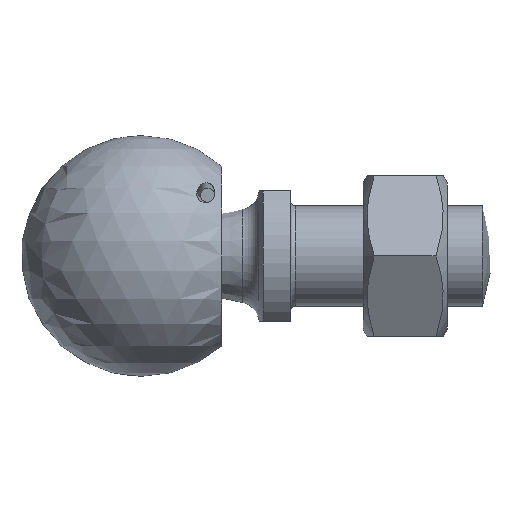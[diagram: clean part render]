
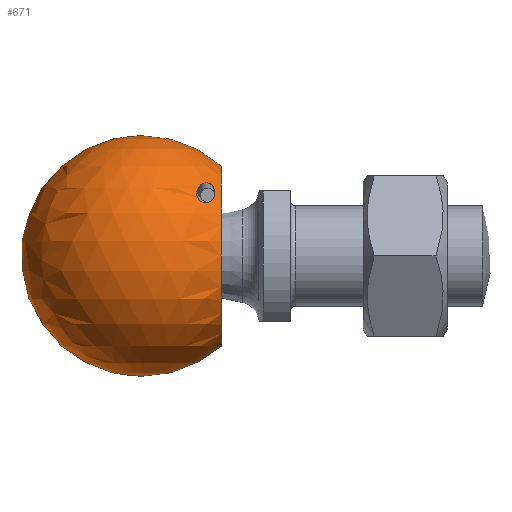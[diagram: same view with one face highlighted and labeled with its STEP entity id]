
A CAD part, left-side view. The second image highlights one B-rep face of the part: STEP entity #671.
In plain terms, the highlighted spherical face has radius 12 mm.
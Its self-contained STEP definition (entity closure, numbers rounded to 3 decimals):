
#162=CARTESIAN_POINT('',(9.747,7.,0.));
#163=VERTEX_POINT('',#162);
#164=CARTESIAN_POINT('',(9.747,0.0,0.0));
#165=DIRECTION('',(-1.0,0.0,0.0));
#166=DIRECTION('',(0.0,-1.0,0.0));
#167=AXIS2_PLACEMENT_3D('',#164,#165,#166);
#168=CIRCLE('',#167,7.);
#169=EDGE_CURVE('',#163,#163,#168,.T.);
#179=CARTESIAN_POINT('',(5.696,-6.4,8.402));
#180=VERTEX_POINT('',#179);
#181=CARTESIAN_POINT('',(5.696,-6.4,8.402));
#182=CARTESIAN_POINT('',(5.821,-6.275,8.413));
#183=CARTESIAN_POINT('',(5.969,-6.153,8.399));
#184=CARTESIAN_POINT('',(6.275,-5.936,8.332));
#185=CARTESIAN_POINT('',(6.434,-5.84,8.278));
#186=CARTESIAN_POINT('',(6.72,-5.691,8.154));
#187=CARTESIAN_POINT('',(6.873,-5.623,8.073));
#188=CARTESIAN_POINT('',(7.168,-5.528,7.88));
#189=CARTESIAN_POINT('',(7.31,-5.5,7.768));
#190=CARTESIAN_POINT('',(7.524,-5.5,7.56));
#191=CARTESIAN_POINT('',(7.617,-5.517,7.454));
#192=CARTESIAN_POINT('',(7.722,-5.581,7.295));
#193=CARTESIAN_POINT('',(7.752,-5.609,7.242));
#194=CARTESIAN_POINT('',(7.797,-5.678,7.14));
#195=CARTESIAN_POINT('',(7.812,-5.718,7.091));
#196=CARTESIAN_POINT('',(7.826,-5.808,7.001));
#197=CARTESIAN_POINT('',(7.825,-5.858,6.961));
#198=CARTESIAN_POINT('',(7.808,-5.963,6.891));
#199=CARTESIAN_POINT('',(7.792,-6.018,6.861));
#200=CARTESIAN_POINT('',(7.723,-6.186,6.79));
#201=CARTESIAN_POINT('',(7.651,-6.301,6.766));
#202=CARTESIAN_POINT('',(7.475,-6.525,6.751));
#203=CARTESIAN_POINT('',(7.354,-6.645,6.767));
#204=CARTESIAN_POINT('',(7.093,-6.857,6.834));
#205=CARTESIAN_POINT('',(6.954,-6.948,6.885));
#206=CARTESIAN_POINT('',(6.672,-7.102,7.006));
#207=CARTESIAN_POINT('',(6.503,-7.174,7.092));
#208=CARTESIAN_POINT('',(6.167,-7.273,7.288));
#209=CARTESIAN_POINT('',(6.001,-7.3,7.398));
#210=CARTESIAN_POINT('',(5.743,-7.3,7.599));
#211=CARTESIAN_POINT('',(5.627,-7.284,7.701));
#212=CARTESIAN_POINT('',(5.49,-7.22,7.857));
#213=CARTESIAN_POINT('',(5.451,-7.193,7.91));
#214=CARTESIAN_POINT('',(5.39,-7.123,8.013));
#215=CARTESIAN_POINT('',(5.369,-7.081,8.065));
#216=CARTESIAN_POINT('',(5.355,-6.994,8.15));
#217=CARTESIAN_POINT('',(5.357,-6.95,8.186));
#218=CARTESIAN_POINT('',(5.376,-6.86,8.249));
#219=CARTESIAN_POINT('',(5.394,-6.813,8.276));
#220=CARTESIAN_POINT('',(5.476,-6.646,8.359));
#221=CARTESIAN_POINT('',(5.589,-6.508,8.392));
#222=CARTESIAN_POINT('',(5.696,-6.4,8.402));
#223=B_SPLINE_CURVE_WITH_KNOTS('',3,(#181,#182,#183,#184,#185,#186,#187,#188,#189,#190,#191,#192,#193,#194,#195,#196,#197,#198,#199,#200,#201,#202,#203,#204,#205,#206,#207,#208,#209,#210,#211,#212,#213,#214,#215,#216,#217,#218,#219,#220,#221,#222),.UNSPECIFIED.,.T.,.U.,(4,2,2,2,2,2,2,2,2,2,2,2,2,2,2,2,2,2,2,2,4),(0.0,0.053,0.106,0.157,0.207,0.246,0.266,0.285,0.304,0.323,0.361,0.408,0.456,0.511,0.567,0.609,0.63,0.652,0.667,0.683,0.728),.UNSPECIFIED.);
#224=EDGE_CURVE('',#180,#180,#223,.T.);
#332=CARTESIAN_POINT('',(-7.069,-6.4,7.285));
#333=VERTEX_POINT('',#332);
#334=CARTESIAN_POINT('',(-7.069,-6.4,7.285));
#335=CARTESIAN_POINT('',(-6.962,-6.508,7.294));
#336=CARTESIAN_POINT('',(-6.844,-6.646,7.281));
#337=CARTESIAN_POINT('',(-6.749,-6.813,7.213));
#338=CARTESIAN_POINT('',(-6.727,-6.86,7.19));
#339=CARTESIAN_POINT('',(-6.697,-6.95,7.131));
#340=CARTESIAN_POINT('',(-6.689,-6.994,7.096));
#341=CARTESIAN_POINT('',(-6.688,-7.081,7.01));
#342=CARTESIAN_POINT('',(-6.7,-7.123,6.956));
#343=CARTESIAN_POINT('',(-6.741,-7.193,6.843));
#344=CARTESIAN_POINT('',(-6.771,-7.22,6.784));
#345=CARTESIAN_POINT('',(-6.879,-7.284,6.606));
#346=CARTESIAN_POINT('',(-6.975,-7.3,6.486));
#347=CARTESIAN_POINT('',(-7.194,-7.3,6.244));
#348=CARTESIAN_POINT('',(-7.339,-7.273,6.106));
#349=CARTESIAN_POINT('',(-7.635,-7.174,5.855));
#350=CARTESIAN_POINT('',(-7.787,-7.102,5.742));
#351=CARTESIAN_POINT('',(-8.044,-6.948,5.573));
#352=CARTESIAN_POINT('',(-8.172,-6.857,5.498));
#353=CARTESIAN_POINT('',(-8.417,-6.645,5.387));
#354=CARTESIAN_POINT('',(-8.534,-6.525,5.35));
#355=CARTESIAN_POINT('',(-8.709,-6.301,5.335));
#356=CARTESIAN_POINT('',(-8.785,-6.186,5.346));
#357=CARTESIAN_POINT('',(-8.865,-6.018,5.404));
#358=CARTESIAN_POINT('',(-8.886,-5.963,5.431));
#359=CARTESIAN_POINT('',(-8.915,-5.858,5.496));
#360=CARTESIAN_POINT('',(-8.923,-5.808,5.536));
#361=CARTESIAN_POINT('',(-8.925,-5.718,5.626));
#362=CARTESIAN_POINT('',(-8.918,-5.678,5.677));
#363=CARTESIAN_POINT('',(-8.892,-5.609,5.786));
#364=CARTESIAN_POINT('',(-8.872,-5.581,5.844));
#365=CARTESIAN_POINT('',(-8.795,-5.517,6.019));
#366=CARTESIAN_POINT('',(-8.723,-5.5,6.139));
#367=CARTESIAN_POINT('',(-8.548,-5.5,6.381));
#368=CARTESIAN_POINT('',(-8.427,-5.528,6.516));
#369=CARTESIAN_POINT('',(-8.17,-5.623,6.757));
#370=CARTESIAN_POINT('',(-8.034,-5.691,6.863));
#371=CARTESIAN_POINT('',(-7.774,-5.84,7.035));
#372=CARTESIAN_POINT('',(-7.627,-5.936,7.116));
#373=CARTESIAN_POINT('',(-7.336,-6.153,7.235));
#374=CARTESIAN_POINT('',(-7.193,-6.275,7.274));
#375=CARTESIAN_POINT('',(-7.069,-6.4,7.285));
#376=B_SPLINE_CURVE_WITH_KNOTS('',3,(#334,#335,#336,#337,#338,#339,#340,#341,#342,#343,#344,#345,#346,#347,#348,#349,#350,#351,#352,#353,#354,#355,#356,#357,#358,#359,#360,#361,#362,#363,#364,#365,#366,#367,#368,#369,#370,#371,#372,#373,#374,#375),.UNSPECIFIED.,.T.,.U.,(4,2,2,2,2,2,2,2,2,2,2,2,2,2,2,2,2,2,2,2,4),(0.0,0.046,0.061,0.077,0.098,0.119,0.162,0.217,0.273,0.32,0.368,0.406,0.425,0.443,0.463,0.482,0.521,0.572,0.623,0.675,0.728),.UNSPECIFIED.);
#377=EDGE_CURVE('',#333,#333,#376,.T.);
#587=CARTESIAN_POINT('',(0.,-8.,8.944));
#588=VERTEX_POINT('',#587);
#589=CARTESIAN_POINT('',(0.0,-8.0,0.));
#590=DIRECTION('',(0.0,1.0,0.0));
#591=DIRECTION('',(0.0,0.0,-1.0));
#592=AXIS2_PLACEMENT_3D('',#589,#590,#591);
#593=CIRCLE('',#592,8.944);
#594=EDGE_CURVE('',#588,#588,#593,.T.);
#654=CARTESIAN_POINT('',(0.0,0.0,0.0));
#655=DIRECTION('',(0.0,0.0,1.0));
#656=DIRECTION('',(1.0,0.0,0.0));
#657=AXIS2_PLACEMENT_3D('',#654,#655,#656);
#658=SPHERICAL_SURFACE('',#657,12.);
#659=ORIENTED_EDGE('',*,*,#224,.T.);
#660=EDGE_LOOP('',(#659));
#661=FACE_OUTER_BOUND('',#660,.T.);
#662=ORIENTED_EDGE('',*,*,#377,.T.);
#663=EDGE_LOOP('',(#662));
#664=FACE_BOUND('',#663,.T.);
#665=ORIENTED_EDGE('',*,*,#594,.T.);
#666=EDGE_LOOP('',(#665));
#667=FACE_BOUND('',#666,.T.);
#668=ORIENTED_EDGE('',*,*,#169,.T.);
#669=EDGE_LOOP('',(#668));
#670=FACE_BOUND('',#669,.T.);
#671=ADVANCED_FACE('',(#661,#664,#667,#670),#658,.T.);
